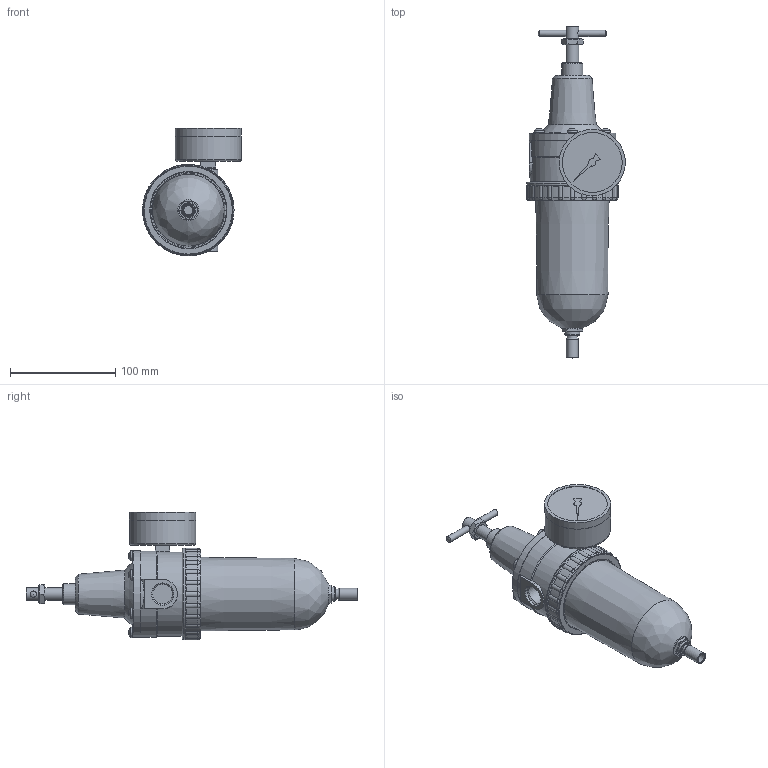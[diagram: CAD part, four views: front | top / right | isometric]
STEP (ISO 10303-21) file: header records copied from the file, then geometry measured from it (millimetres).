
FILE_DESCRIPTION( ( 'STEP AP203' ), '1' );
FILE_NAME( '9_1933_00_040_0V_2_03.stp', ' ', ( ' ' ), ( ' ' ), 'PSStep 15.0.47', 'PARTsolutions', ' ' );
FILE_SCHEMA( ( 'CONFIG_CONTROL_DESIGN' ) );
Length unit declared in the file: millimetre
Products named in the file (4): 9.1933.00.040.0V; _678.41 K-VA(G 1/2)-1; _678.41 K-VA-2; _678.41 K-VA0(VA)-3
Assembly tree (3 placements, depth 2):
  9.1933.00.040.0V
    _678.41 K-VA(G 1/2)-1
    _678.41 K-VA-2
    _678.41 K-VA0(VA)-3
Bounding box: 94 x 316 x 121.5 mm (x, y, z)
Volume: 947642.9 mm3; surface area: 87629.2 mm2
Topology: 3 solids, 3 shells, 358 faces, 839 edges, 526 vertices
Faces by surface type: plane 176, cylinder 85, cone 59, sphere 32, torus 5, bspline 1
Full cylindrical faces by diameter (mm): 6 x2, 8.5 x6, 8.566 x1, 9.728 x1, 11.3 x1, 11.445 x2, 12 x2, 13.157 x1, 14 x1, 18.631 x2, 20 x2, 21.3 x2, 57 x1, 62.96 x1, 63 x2, 80 x1, 82 x1, 82.4 x1, 87 x1
Entity records: 11329 total; most frequent: CARTESIAN_POINT 3416, DIRECTION 1643, ORIENTED_EDGE 1492, EDGE_CURVE 746, AXIS2_PLACEMENT_3D 652, VERTEX_POINT 505, EDGE_LOOP 467, FACE_OUTER_BOUND 401
